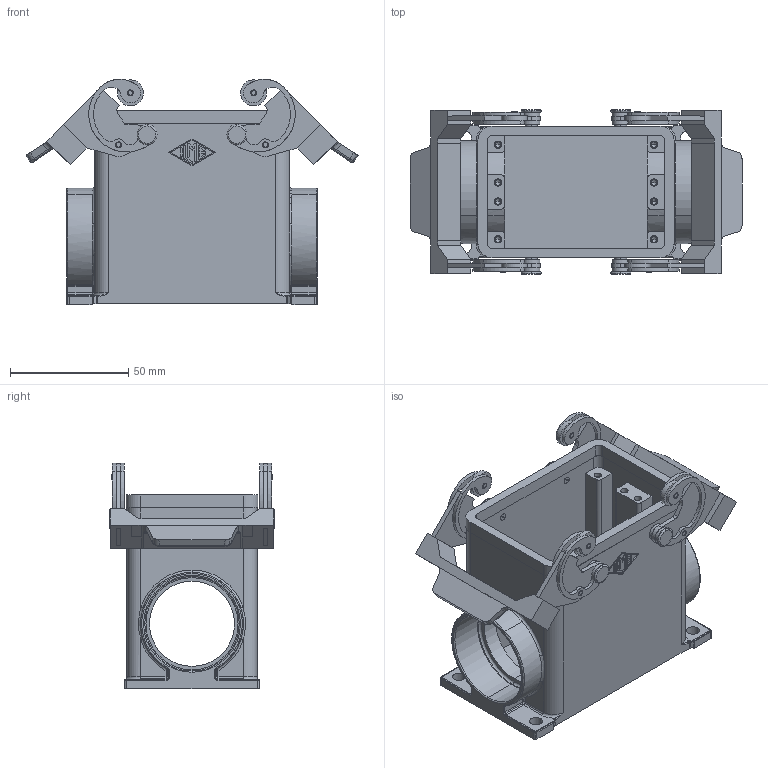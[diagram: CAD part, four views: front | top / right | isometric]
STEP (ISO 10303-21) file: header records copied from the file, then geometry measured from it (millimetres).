
FILE_DESCRIPTION(('Creo Elements/Direct Modeling STEP Export'),'2;1');
FILE_NAME('0ln7uvk49anomrj4132','2017-02-21T15:34:55',(''),(''),'PTC Creo Elements/Direct Modeling STEP processor for AP214 (Solid Model)','PTC Creo Elements/Direct Modeling 19.0E 27-Jun-2016 (C) Parametric Technology GmbH','');
FILE_SCHEMA(('AUTOMOTIVE_DESIGN { 1 0 10303 214 1 1 1 1 }'));
Length unit declared in the file: millimetre
Products named in the file (1): MHPE_50.240
Bounding box: 140.49 x 69.8 x 95.44 mm (x, y, z)
Volume: 130175.1 mm3; surface area: 75333.8 mm2
Topology: 1 solids, 5 shells, 914 faces, 2399 edges, 1526 vertices
Faces by surface type: cylinder 424, plane 330, torus 90, bspline 34, cone 28, sphere 8
Entity records: 38561 total; most frequent: CARTESIAN_POINT 7820, DIRECTION 5325, ORIENTED_EDGE 4750, EDGE_CURVE 2375, AXIS2_PLACEMENT_3D 2121, VERTEX_POINT 1526, CIRCLE 1204, VECTOR 1083
